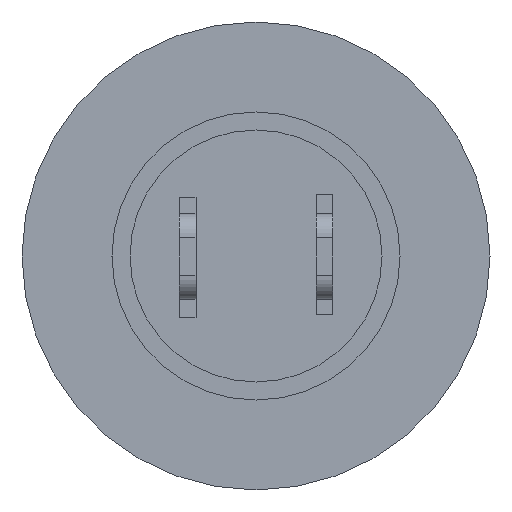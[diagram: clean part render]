
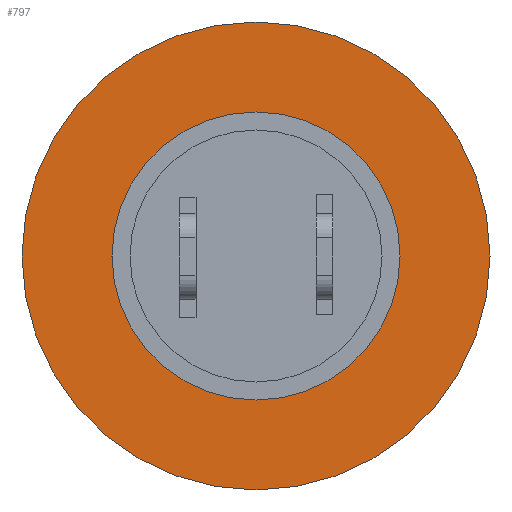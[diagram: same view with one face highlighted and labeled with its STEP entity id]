
A CAD part, front view. The second image highlights one B-rep face of the part: STEP entity #797.
In plain terms, the highlighted planar face has unit normal (0, -1, 0).
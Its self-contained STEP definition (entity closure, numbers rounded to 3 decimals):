
#29 = PLANE ( 'NONE',  #2040 ) ;
#57 = CARTESIAN_POINT ( 'NONE',  ( -7.875, 16.096, 0. ) ) ;
#177 = DIRECTION ( 'NONE',  ( 0., -1., 0. ) ) ;
#195 = DIRECTION ( 'NONE',  ( 0., 0., -1. ) ) ;
#198 = AXIS2_PLACEMENT_3D ( 'NONE', #1293, #1219, #1267 ) ;
#474 = ORIENTED_EDGE ( 'NONE', *, *, #931, .T. ) ;
#532 = EDGE_LOOP ( 'NONE', ( #474, #567 ) ) ;
#541 = EDGE_LOOP ( 'NONE', ( #625, #605 ) ) ;
#567 = ORIENTED_EDGE ( 'NONE', *, *, #1016, .T. ) ;
#605 = ORIENTED_EDGE ( 'NONE', *, *, #944, .F. ) ;
#625 = ORIENTED_EDGE ( 'NONE', *, *, #951, .F. ) ;
#704 = AXIS2_PLACEMENT_3D ( 'NONE', #1332, #1309, #1235 ) ;
#710 = AXIS2_PLACEMENT_3D ( 'NONE', #1274, #1339, #1361 ) ;
#715 = AXIS2_PLACEMENT_3D ( 'NONE', #1323, #1258, #1350 ) ;
#797 = ADVANCED_FACE ( 'NONE', ( #2043, #2070 ), #29, .T. ) ;
#911 = CIRCLE ( 'NONE', #198, 9.75 ) ;
#931 = EDGE_CURVE ( 'NONE', #1762, #1735, #993, .T. ) ;
#944 = EDGE_CURVE ( 'NONE', #1770, #1781, #996, .T. ) ;
#951 = EDGE_CURVE ( 'NONE', #1781, #1770, #995, .T. ) ;
#993 = CIRCLE ( 'NONE', #710, 9.75 ) ;
#995 = CIRCLE ( 'NONE', #715, 6. ) ;
#996 = CIRCLE ( 'NONE', #704, 6. ) ;
#1016 = EDGE_CURVE ( 'NONE', #1735, #1762, #911, .T. ) ;
#1181 = CARTESIAN_POINT ( 'NONE',  ( 6., 16.096, 0. ) ) ;
#1219 = DIRECTION ( 'NONE',  ( 0., -1., 0. ) ) ;
#1235 = DIRECTION ( 'NONE',  ( -1., 0., 0. ) ) ;
#1258 = DIRECTION ( 'NONE',  ( 0., -1., 0. ) ) ;
#1267 = DIRECTION ( 'NONE',  ( 1., 0., 0. ) ) ;
#1274 = CARTESIAN_POINT ( 'NONE',  ( 0., 16.096, 0. ) ) ;
#1293 = CARTESIAN_POINT ( 'NONE',  ( 0., 16.096, 0. ) ) ;
#1309 = DIRECTION ( 'NONE',  ( 0., -1., 0. ) ) ;
#1323 = CARTESIAN_POINT ( 'NONE',  ( 0., 16.096, 0. ) ) ;
#1332 = CARTESIAN_POINT ( 'NONE',  ( 0., 16.096, 0. ) ) ;
#1339 = DIRECTION ( 'NONE',  ( 0., -1., 0. ) ) ;
#1341 = CARTESIAN_POINT ( 'NONE',  ( -9.75, 16.096, 0. ) ) ;
#1350 = DIRECTION ( 'NONE',  ( -1., 0., 0. ) ) ;
#1361 = DIRECTION ( 'NONE',  ( 1., 0., 0. ) ) ;
#1381 = CARTESIAN_POINT ( 'NONE',  ( 9.75, 16.096, 0. ) ) ;
#1387 = CARTESIAN_POINT ( 'NONE',  ( -6., 16.096, 0. ) ) ;
#1735 = VERTEX_POINT ( 'NONE', #1341 ) ;
#1762 = VERTEX_POINT ( 'NONE', #1381 ) ;
#1770 = VERTEX_POINT ( 'NONE', #1181 ) ;
#1781 = VERTEX_POINT ( 'NONE', #1387 ) ;
#2040 = AXIS2_PLACEMENT_3D ( 'NONE', #57, #177, #195 ) ;
#2043 = FACE_BOUND ( 'NONE', #541, .T. ) ;
#2070 = FACE_OUTER_BOUND ( 'NONE', #532, .T. ) ;
